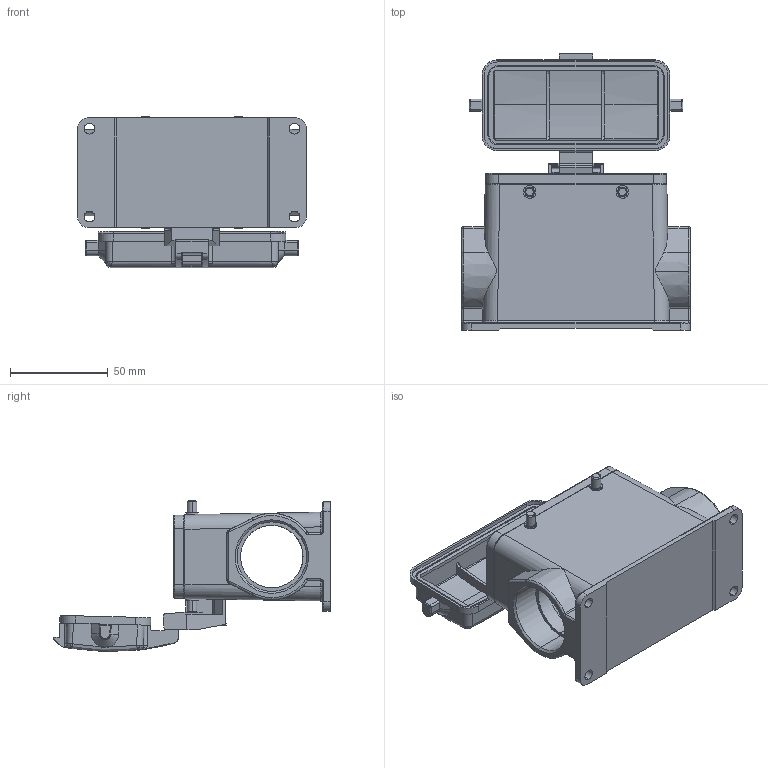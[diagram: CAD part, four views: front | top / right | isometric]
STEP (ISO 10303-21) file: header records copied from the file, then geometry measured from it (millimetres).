
FILE_DESCRIPTION (( 'STEP AP203' ), '1' );
FILE_NAME ('H16B-SFH-4B-CV-2PG29.STP', '2017-08-04T06:47:41', ( '微软用户' ), ( '微软中国' ), 'SwSTEP 2.0', 'SolidWorks 2012', '' );
FILE_SCHEMA (( 'CONFIG_CONTROL_DESIGN' ));
Length unit declared in the file: millimetre
Products named in the file (1): H16B-SFH-4B-CV-2PG29
Bounding box: 117 x 141.74 x 77.48 mm (x, y, z)
Volume: 163664.7 mm3; surface area: 79830.1 mm2
Topology: 1 solids, 6 shells, 659 faces, 1662 edges, 1037 vertices
Faces by surface type: cylinder 261, plane 238, bspline 116, cone 34, torus 10
Entity records: 26922 total; most frequent: CARTESIAN_POINT 12108, ORIENTED_EDGE 3324, DIRECTION 2757, EDGE_CURVE 1662, VERTEX_POINT 1037, AXIS2_PLACEMENT_3D 964, VECTOR 829, LINE 829
